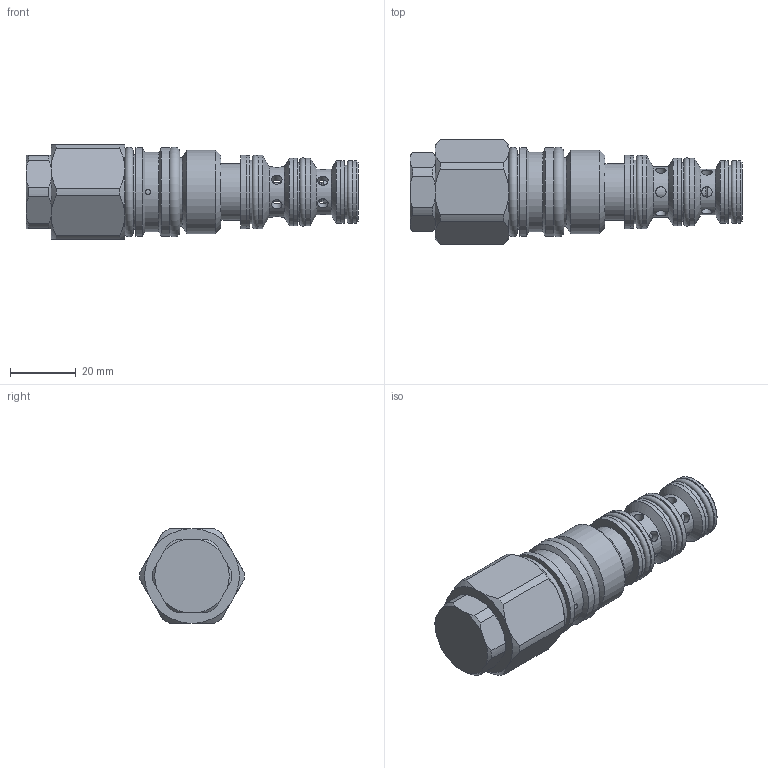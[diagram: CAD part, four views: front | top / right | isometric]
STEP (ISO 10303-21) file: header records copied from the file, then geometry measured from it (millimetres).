
FILE_DESCRIPTION((''),'2;1');
FILE_NAME('HS4WPP802.stp','2016-03-03T16:57:50',('JGroves'),(''),'Autodesk Inventor 2012','Autodesk Inventor 2012','');
FILE_SCHEMA(('AUTOMOTIVE_DESIGN { 1 0 10303 214 1 1 1 1 }'));
Length unit declared in the file: inch
Products named in the file (1): L400944HS13(HS4WPP1-802-RP-B-13)_Shrinkwrap_1
Bounding box: 100.84 x 31.74 x 28.57 mm (x, y, z)
Surface area: 17406 mm2 (no closed solid volume)
Topology: 0 solids, 17 shells, 130 faces, 333 edges, 218 vertices
Faces by surface type: cylinder 55, cone 36, plane 33, torus 6
Full cylindrical faces by diameter (mm): 1.549 x2, 1.575 x2, 3.15 x12, 5.588 x1, 9.517 x1, 9.525 x1, 11.938 x1, 13.97 x1, 14.275 x1, 15.24 x1, 15.875 x1, 16.256 x1, 17.145 x1, 17.831 x1, 18.999 x1, 19.025 x2, 19.406 x1, 20.549 x1, 20.599 x2, 20.93 x1, 22.149 x1, 22.2 x2, 22.555 x1, 24.13 x1, 25.4 x1, 26.962 x2
Entity records: 4876 total; most frequent: CARTESIAN_POINT 1830, DIRECTION 570, ORIENTED_EDGE 493, EDGE_CURVE 262, AXIS2_PLACEMENT_3D 261, EDGE_LOOP 237, VERTEX_POINT 207, CIRCLE 130
